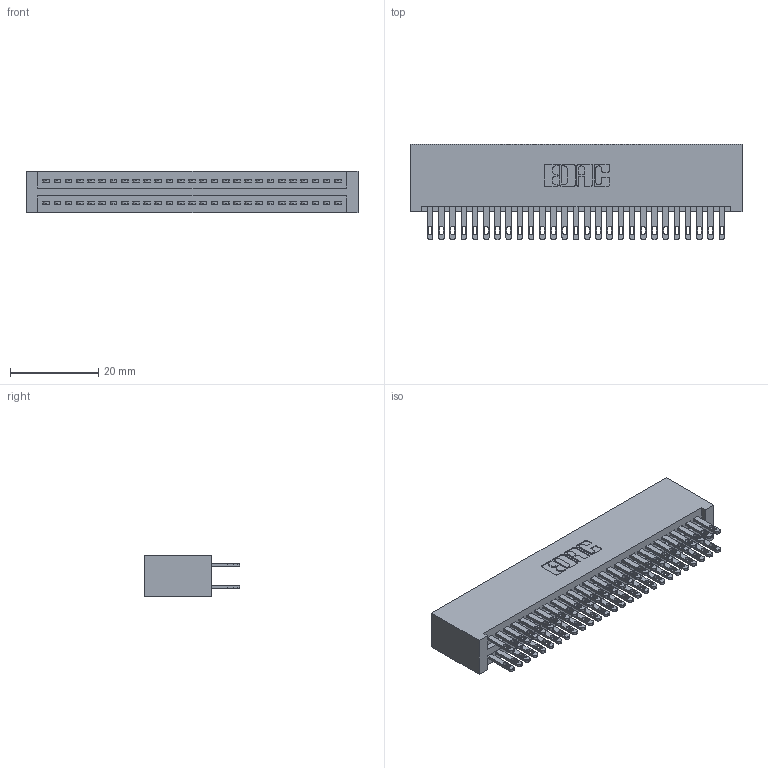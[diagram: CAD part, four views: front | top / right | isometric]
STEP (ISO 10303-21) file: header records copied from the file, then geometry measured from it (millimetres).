
FILE_DESCRIPTION (( 'STEP AP203' ), '1' );
FILE_NAME ('895-054-500-201.STEP', '2020-09-27T13:13:19', ( '' ), ( '' ), 'SwSTEP 2.0', 'SolidWorks 2020', '' );
FILE_SCHEMA (( 'CONFIG_CONTROL_DESIGN' ));
Length unit declared in the file: inch
Products named in the file (3): 845 Part_No Mounting Lugs; 345-292-001_345-293-100; 895-054-500-201
Assembly tree (55 placements, depth 2):
  895-054-500-201
    845 Part_No Mounting Lugs
    345-292-001_345-293-100  x54
Bounding box: 75.18 x 21.51 x 9.4 mm (x, y, z)
Volume: 7945.1 mm3; surface area: 12307.8 mm2
Topology: 55 solids, 55 shells, 2602 faces, 7931 edges, 5286 vertices
Faces by surface type: plane 1534, cylinder 1068
Entity records: 22857 total; most frequent: CARTESIAN_POINT 3844, ORIENTED_EDGE 3778, DIRECTION 3405, EDGE_CURVE 1889, LINE 1653, VECTOR 1653, VERTEX_POINT 1258, AXIS2_PLACEMENT_3D 876
